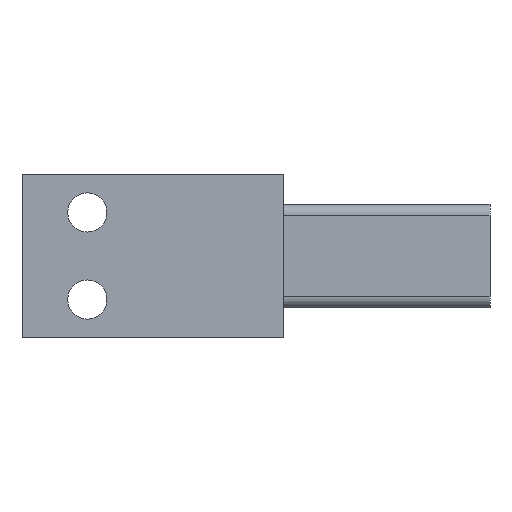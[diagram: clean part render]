
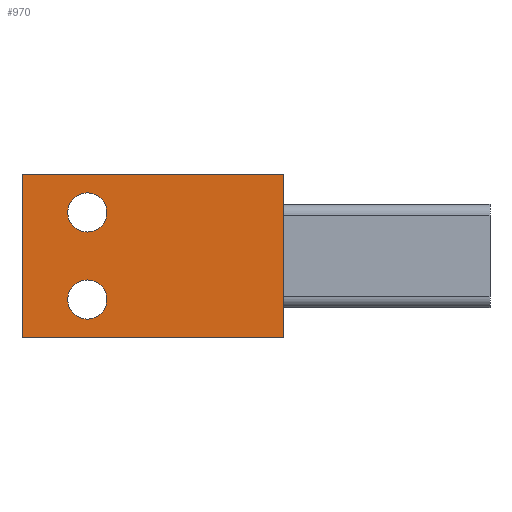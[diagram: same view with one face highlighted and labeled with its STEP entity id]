
A CAD part, left-side view. The second image highlights one B-rep face of the part: STEP entity #970.
In plain terms, the highlighted planar face has unit normal (-1, 0, 0).
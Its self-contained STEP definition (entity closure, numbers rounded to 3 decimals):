
#4 = DIRECTION ( 'NONE',  ( 1., 0., 0. ) ) ;
#16 = LINE ( 'NONE', #1290, #467 ) ;
#17 = EDGE_CURVE ( 'NONE', #92, #902, #845, .T. ) ;
#63 = CARTESIAN_POINT ( 'NONE',  ( -80.5, 24., -7.5 ) ) ;
#72 = VERTEX_POINT ( 'NONE', #307 ) ;
#92 = VERTEX_POINT ( 'NONE', #858 ) ;
#108 = DIRECTION ( 'NONE',  ( 0., 0., -1. ) ) ;
#147 = CARTESIAN_POINT ( 'NONE',  ( -80.5, 0., 7.5 ) ) ;
#178 = DIRECTION ( 'NONE',  ( 0., 0., 1. ) ) ;
#200 = ORIENTED_EDGE ( 'NONE', *, *, #1264, .T. ) ;
#217 = DIRECTION ( 'NONE',  ( 0., 0., -1. ) ) ;
#218 = VECTOR ( 'NONE', #178, 1000. ) ;
#223 = CARTESIAN_POINT ( 'NONE',  ( -80.5, 4., -7.5 ) ) ;
#266 = CARTESIAN_POINT ( 'NONE',  ( -80.5, 24., -7.5 ) ) ;
#270 = DIRECTION ( 'NONE',  ( 0., -1., 0. ) ) ;
#283 = DIRECTION ( 'NONE',  ( 0., 0., -1. ) ) ;
#286 = EDGE_LOOP ( 'NONE', ( #545, #1103 ) ) ;
#297 = ORIENTED_EDGE ( 'NONE', *, *, #909, .F. ) ;
#306 = EDGE_CURVE ( 'NONE', #860, #794, #584, .T. ) ;
#307 = CARTESIAN_POINT ( 'NONE',  ( -80.5, 0., -7.5 ) ) ;
#352 = CARTESIAN_POINT ( 'NONE',  ( -80.5, 18., 4. ) ) ;
#372 = CARTESIAN_POINT ( 'NONE',  ( -80.5, 18., -2.2 ) ) ;
#389 = AXIS2_PLACEMENT_3D ( 'NONE', #859, #889, #283 ) ;
#467 = VECTOR ( 'NONE', #954, 1000. ) ;
#475 = DIRECTION ( 'NONE',  ( 0., 0., -1. ) ) ;
#511 = CIRCLE ( 'NONE', #389, 1.8 ) ;
#537 = VECTOR ( 'NONE', #779, 1000. ) ;
#545 = ORIENTED_EDGE ( 'NONE', *, *, #1122, .T. ) ;
#552 = VERTEX_POINT ( 'NONE', #63 ) ;
#561 = VECTOR ( 'NONE', #270, 1000. ) ;
#564 = CARTESIAN_POINT ( 'NONE',  ( -80.5, 18., -4. ) ) ;
#566 = ORIENTED_EDGE ( 'NONE', *, *, #306, .T. ) ;
#584 = CIRCLE ( 'NONE', #1135, 1.8 ) ;
#662 = FACE_OUTER_BOUND ( 'NONE', #1501, .T. ) ;
#667 = LINE ( 'NONE', #223, #537 ) ;
#688 = CARTESIAN_POINT ( 'NONE',  ( -80.5, 18., 4. ) ) ;
#700 = CARTESIAN_POINT ( 'NONE',  ( -80.5, 18., 2.2 ) ) ;
#703 = CIRCLE ( 'NONE', #1360, 1.8 ) ;
#732 = FACE_BOUND ( 'NONE', #1413, .T. ) ;
#779 = DIRECTION ( 'NONE',  ( 0., -1., 0. ) ) ;
#794 = VERTEX_POINT ( 'NONE', #1504 ) ;
#795 = DIRECTION ( 'NONE',  ( 1., 0., 0. ) ) ;
#802 = AXIS2_PLACEMENT_3D ( 'NONE', #1120, #1224, #842 ) ;
#826 = CIRCLE ( 'NONE', #1114, 1.8 ) ;
#842 = DIRECTION ( 'NONE',  ( 0., 0., -1. ) ) ;
#845 = LINE ( 'NONE', #1313, #561 ) ;
#858 = CARTESIAN_POINT ( 'NONE',  ( -80.5, 24., 7.5 ) ) ;
#859 = CARTESIAN_POINT ( 'NONE',  ( -80.5, 18., -4. ) ) ;
#860 = VERTEX_POINT ( 'NONE', #700 ) ;
#861 = EDGE_CURVE ( 'NONE', #794, #860, #703, .T. ) ;
#889 = DIRECTION ( 'NONE',  ( 1., 0., 0. ) ) ;
#902 = VERTEX_POINT ( 'NONE', #147 ) ;
#909 = EDGE_CURVE ( 'NONE', #552, #92, #1095, .T. ) ;
#923 = CARTESIAN_POINT ( 'NONE',  ( -80.5, 18., -5.8 ) ) ;
#954 = DIRECTION ( 'NONE',  ( 0., 0., 1. ) ) ;
#970 = ADVANCED_FACE ( 'NONE', ( #732, #1217, #662 ), #1307, .F. ) ;
#1071 = ORIENTED_EDGE ( 'NONE', *, *, #1467, .T. ) ;
#1076 = ORIENTED_EDGE ( 'NONE', *, *, #861, .T. ) ;
#1095 = LINE ( 'NONE', #266, #218 ) ;
#1103 = ORIENTED_EDGE ( 'NONE', *, *, #1417, .T. ) ;
#1114 = AXIS2_PLACEMENT_3D ( 'NONE', #564, #795, #217 ) ;
#1120 = CARTESIAN_POINT ( 'NONE',  ( -80.5, 4., 7.5 ) ) ;
#1122 = EDGE_CURVE ( 'NONE', #1192, #1125, #826, .T. ) ;
#1125 = VERTEX_POINT ( 'NONE', #923 ) ;
#1135 = AXIS2_PLACEMENT_3D ( 'NONE', #688, #1149, #108 ) ;
#1149 = DIRECTION ( 'NONE',  ( 1., 0., 0. ) ) ;
#1192 = VERTEX_POINT ( 'NONE', #372 ) ;
#1217 = FACE_BOUND ( 'NONE', #286, .T. ) ;
#1224 = DIRECTION ( 'NONE',  ( 1., 0., 0. ) ) ;
#1230 = ORIENTED_EDGE ( 'NONE', *, *, #17, .F. ) ;
#1264 = EDGE_CURVE ( 'NONE', #72, #902, #16, .T. ) ;
#1290 = CARTESIAN_POINT ( 'NONE',  ( -80.5, 0., 7.5 ) ) ;
#1307 = PLANE ( 'NONE',  #802 ) ;
#1313 = CARTESIAN_POINT ( 'NONE',  ( -80.5, 4., 7.5 ) ) ;
#1360 = AXIS2_PLACEMENT_3D ( 'NONE', #352, #4, #475 ) ;
#1413 = EDGE_LOOP ( 'NONE', ( #1076, #566 ) ) ;
#1417 = EDGE_CURVE ( 'NONE', #1125, #1192, #511, .T. ) ;
#1467 = EDGE_CURVE ( 'NONE', #552, #72, #667, .T. ) ;
#1501 = EDGE_LOOP ( 'NONE', ( #200, #1230, #297, #1071 ) ) ;
#1504 = CARTESIAN_POINT ( 'NONE',  ( -80.5, 18., 5.8 ) ) ;
